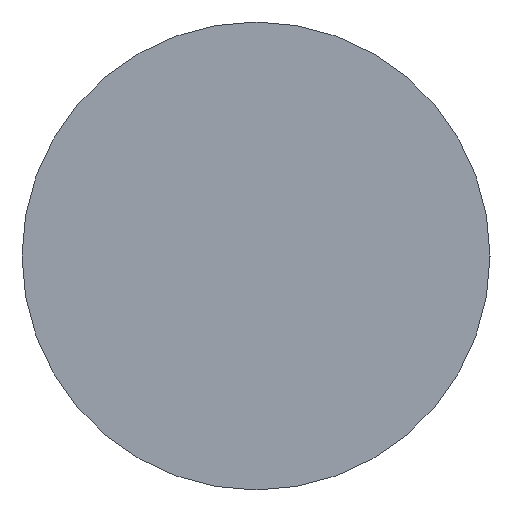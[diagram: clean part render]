
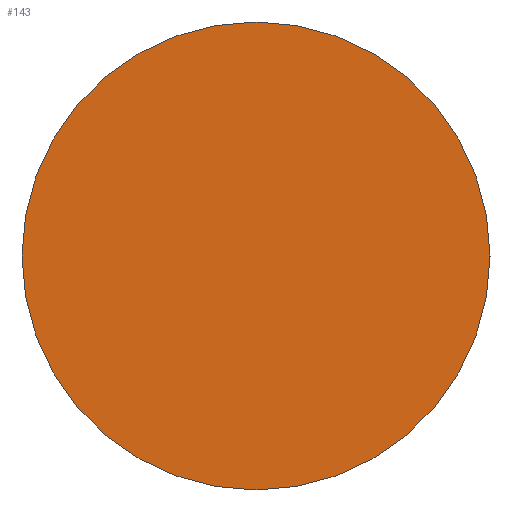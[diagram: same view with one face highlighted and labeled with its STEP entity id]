
A CAD part, left-side view. The second image highlights one B-rep face of the part: STEP entity #143.
In plain terms, the highlighted planar face has unit normal (-1, 0, 0).
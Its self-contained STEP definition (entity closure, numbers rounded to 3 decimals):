
#3 = AXIS2_PLACEMENT_3D ( 'NONE', #27, #22, #103 ) ;
#20 = CIRCLE ( 'NONE', #90, 2.4 ) ;
#22 = DIRECTION ( 'NONE',  ( 1., 0., 0. ) ) ;
#25 = EDGE_CURVE ( 'NONE', #107, #135, #20, .T. ) ;
#27 = CARTESIAN_POINT ( 'NONE',  ( 5., 142.585, 35. ) ) ;
#35 = CARTESIAN_POINT ( 'NONE',  ( 5., 142.585, 32.6 ) ) ;
#36 = DIRECTION ( 'NONE',  ( -1., 0., 0. ) ) ;
#40 = ORIENTED_EDGE ( 'NONE', *, *, #25, .F. ) ;
#43 = EDGE_CURVE ( 'NONE', #135, #107, #129, .T. ) ;
#49 = DIRECTION ( 'NONE',  ( 1., 0., 0. ) ) ;
#50 = CARTESIAN_POINT ( 'NONE',  ( 5., 142.585, 37.4 ) ) ;
#63 = DIRECTION ( 'NONE',  ( 0., 0., 1. ) ) ;
#65 = PLANE ( 'NONE',  #67 ) ;
#67 = AXIS2_PLACEMENT_3D ( 'NONE', #159, #36, #74 ) ;
#71 = CARTESIAN_POINT ( 'NONE',  ( 5., 142.585, 35. ) ) ;
#74 = DIRECTION ( 'NONE',  ( 0., 0., 1. ) ) ;
#90 = AXIS2_PLACEMENT_3D ( 'NONE', #71, #49, #63 ) ;
#103 = DIRECTION ( 'NONE',  ( 0., 0., 1. ) ) ;
#107 = VERTEX_POINT ( 'NONE', #35 ) ;
#129 = CIRCLE ( 'NONE', #3, 2.4 ) ;
#135 = VERTEX_POINT ( 'NONE', #50 ) ;
#143 = ADVANCED_FACE ( 'NONE', ( #147 ), #65, .T. ) ;
#147 = FACE_OUTER_BOUND ( 'NONE', #169, .T. ) ;
#159 = CARTESIAN_POINT ( 'NONE',  ( 5., 142.585, 35. ) ) ;
#165 = ORIENTED_EDGE ( 'NONE', *, *, #43, .F. ) ;
#169 = EDGE_LOOP ( 'NONE', ( #165, #40 ) ) ;
